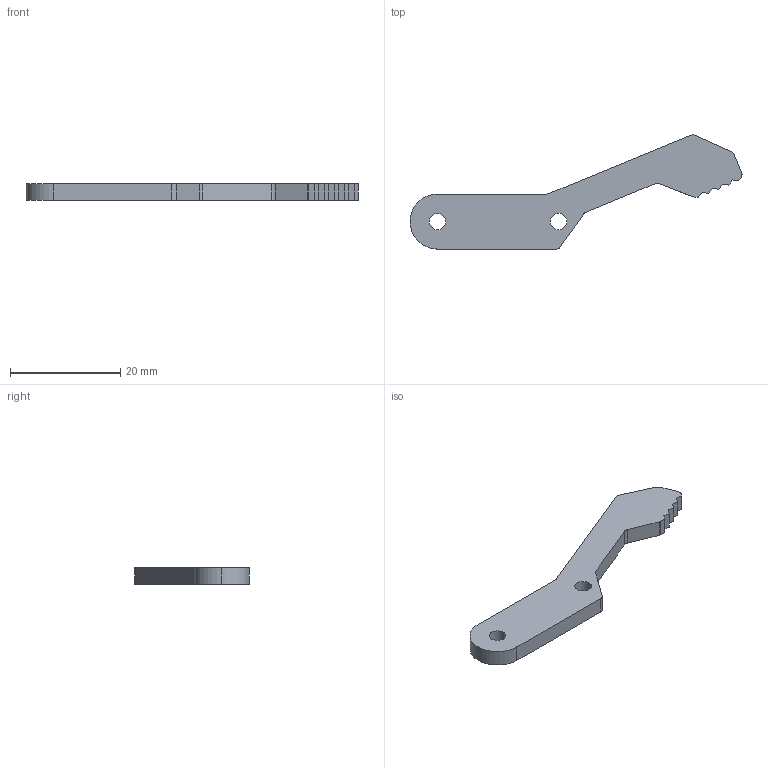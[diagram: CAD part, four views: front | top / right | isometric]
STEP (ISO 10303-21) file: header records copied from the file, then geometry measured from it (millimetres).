
FILE_DESCRIPTION (( 'STEP AP203' ), '1' );
FILE_NAME ('Robot_2.0_P2_Default_sldprt.STEP', '2023-12-06T08:16:58', ( '' ), ( '' ), 'SwSTEP 2.0', 'SolidWorks 2023', '' );
FILE_SCHEMA (( 'CONFIG_CONTROL_DESIGN' ));
Length unit declared in the file: millimetre
Products named in the file (1): Robot_2.0_P2_Default_sldprt
Bounding box: 60.3 x 20.75 x 3 mm (x, y, z)
Volume: 1468.8 mm3; surface area: 1454.1 mm2
Topology: 1 solids, 1 shells, 35 faces, 99 edges, 66 vertices
Faces by surface type: plane 20, cylinder 15
Entity records: 1228 total; most frequent: DIRECTION 201, CARTESIAN_POINT 201, ORIENTED_EDGE 198, EDGE_CURVE 99, VECTOR 69, LINE 69, AXIS2_PLACEMENT_3D 66, VERTEX_POINT 66
